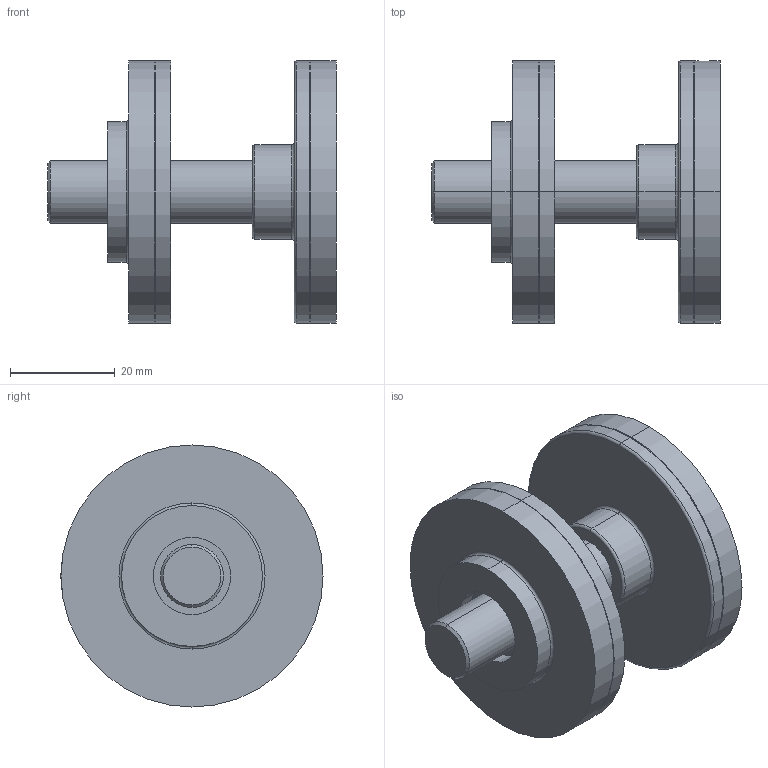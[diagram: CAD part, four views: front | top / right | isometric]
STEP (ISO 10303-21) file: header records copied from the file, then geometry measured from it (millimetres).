
FILE_DESCRIPTION (( 'STEP AP203' ), '1' );
FILE_NAME ('3D_GG4134_flach_188739740.STEP', '2024-10-23T06:20:13', ( '' ), ( '' ), 'SwSTEP 2.0', 'SolidWorks 2023', '' );
FILE_SCHEMA (( 'CONFIG_CONTROL_DESIGN' ));
Length unit declared in the file: millimetre
Products named in the file (1): 3D_GG4134_flach_188739740
Bounding box: 55 x 50 x 50 mm (x, y, z)
Volume: 38589.6 mm3; surface area: 23972.7 mm2
Topology: 5 solids, 5 shells, 63 faces, 124 edges, 78 vertices
Faces by surface type: cylinder 32, plane 17, torus 8, cone 6
Entity records: 1801 total; most frequent: CARTESIAN_POINT 342, DIRECTION 330, ORIENTED_EDGE 248, AXIS2_PLACEMENT_3D 146, EDGE_CURVE 124, CIRCLE 82, VERTEX_POINT 78, EDGE_LOOP 78
